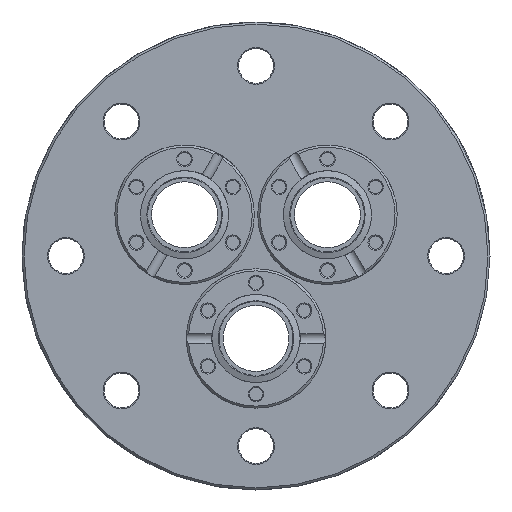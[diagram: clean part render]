
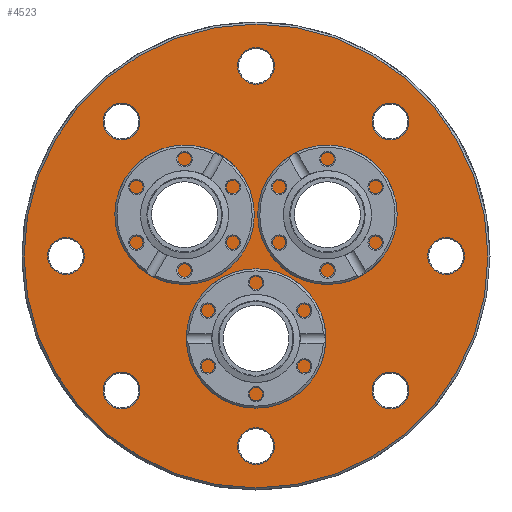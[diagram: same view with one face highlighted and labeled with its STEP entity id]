
A CAD part, front view. The second image highlights one B-rep face of the part: STEP entity #4523.
In plain terms, the highlighted planar face has unit normal (0, -1, 0).
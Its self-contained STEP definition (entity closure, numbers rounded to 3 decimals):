
#425=FACE_BOUND('',#834,.T.);
#426=FACE_BOUND('',#835,.T.);
#427=FACE_BOUND('',#836,.T.);
#428=FACE_BOUND('',#837,.T.);
#429=FACE_BOUND('',#838,.T.);
#430=FACE_BOUND('',#839,.T.);
#431=FACE_BOUND('',#840,.T.);
#432=FACE_BOUND('',#841,.T.);
#433=FACE_BOUND('',#842,.T.);
#434=FACE_BOUND('',#843,.T.);
#435=FACE_BOUND('',#844,.T.);
#480=PLANE('',#4856);
#571=FACE_OUTER_BOUND('',#833,.T.);
#833=EDGE_LOOP('',(#3076));
#834=EDGE_LOOP('',(#3077));
#835=EDGE_LOOP('',(#3078));
#836=EDGE_LOOP('',(#3079));
#837=EDGE_LOOP('',(#3080));
#838=EDGE_LOOP('',(#3081));
#839=EDGE_LOOP('',(#3082));
#840=EDGE_LOOP('',(#3083));
#841=EDGE_LOOP('',(#3084));
#842=EDGE_LOOP('',(#3085));
#843=EDGE_LOOP('',(#3086));
#844=EDGE_LOOP('',(#3087));
#1668=CIRCLE('',#4832,9.);
#1671=CIRCLE('',#4837,9.);
#1674=CIRCLE('',#4842,9.);
#1682=CIRCLE('',#4855,56.25);
#1683=CIRCLE('',#4857,4.45);
#1684=CIRCLE('',#4858,4.45);
#1685=CIRCLE('',#4859,4.45);
#1686=CIRCLE('',#4860,4.45);
#1687=CIRCLE('',#4861,4.45);
#1688=CIRCLE('',#4862,4.45);
#1689=CIRCLE('',#4863,4.45);
#1690=CIRCLE('',#4864,4.45);
#1853=VERTEX_POINT('',#6245);
#1856=VERTEX_POINT('',#6254);
#1859=VERTEX_POINT('',#6263);
#1867=VERTEX_POINT('',#6288);
#1868=VERTEX_POINT('',#6292);
#1869=VERTEX_POINT('',#6294);
#1870=VERTEX_POINT('',#6296);
#1871=VERTEX_POINT('',#6298);
#1872=VERTEX_POINT('',#6300);
#1873=VERTEX_POINT('',#6302);
#1874=VERTEX_POINT('',#6304);
#1875=VERTEX_POINT('',#6306);
#2329=EDGE_CURVE('',#1853,#1853,#1668,.T.);
#2333=EDGE_CURVE('',#1856,#1856,#1671,.T.);
#2337=EDGE_CURVE('',#1859,#1859,#1674,.T.);
#2350=EDGE_CURVE('',#1867,#1867,#1682,.T.);
#2351=EDGE_CURVE('',#1868,#1868,#1683,.T.);
#2352=EDGE_CURVE('',#1869,#1869,#1684,.T.);
#2353=EDGE_CURVE('',#1870,#1870,#1685,.T.);
#2354=EDGE_CURVE('',#1871,#1871,#1686,.T.);
#2355=EDGE_CURVE('',#1872,#1872,#1687,.T.);
#2356=EDGE_CURVE('',#1873,#1873,#1688,.T.);
#2357=EDGE_CURVE('',#1874,#1874,#1689,.T.);
#2358=EDGE_CURVE('',#1875,#1875,#1690,.T.);
#3076=ORIENTED_EDGE('',*,*,#2350,.F.);
#3077=ORIENTED_EDGE('',*,*,#2329,.T.);
#3078=ORIENTED_EDGE('',*,*,#2333,.T.);
#3079=ORIENTED_EDGE('',*,*,#2337,.T.);
#3080=ORIENTED_EDGE('',*,*,#2351,.F.);
#3081=ORIENTED_EDGE('',*,*,#2352,.F.);
#3082=ORIENTED_EDGE('',*,*,#2353,.F.);
#3083=ORIENTED_EDGE('',*,*,#2354,.F.);
#3084=ORIENTED_EDGE('',*,*,#2355,.F.);
#3085=ORIENTED_EDGE('',*,*,#2356,.F.);
#3086=ORIENTED_EDGE('',*,*,#2357,.F.);
#3087=ORIENTED_EDGE('',*,*,#2358,.F.);
#4523=ADVANCED_FACE('',(#571,#425,#426,#427,#428,#429,#430,#431,#432,#433,
#434,#435),#480,.T.);
#4832=AXIS2_PLACEMENT_3D('',#6246,#5217,#5218);
#4837=AXIS2_PLACEMENT_3D('',#6255,#5228,#5229);
#4842=AXIS2_PLACEMENT_3D('',#6264,#5239,#5240);
#4855=AXIS2_PLACEMENT_3D('',#6290,#5270,#5271);
#4856=AXIS2_PLACEMENT_3D('',#6291,#5272,#5273);
#4857=AXIS2_PLACEMENT_3D('',#6293,#5274,#5275);
#4858=AXIS2_PLACEMENT_3D('',#6295,#5276,#5277);
#4859=AXIS2_PLACEMENT_3D('',#6297,#5278,#5279);
#4860=AXIS2_PLACEMENT_3D('',#6299,#5280,#5281);
#4861=AXIS2_PLACEMENT_3D('',#6301,#5282,#5283);
#4862=AXIS2_PLACEMENT_3D('',#6303,#5284,#5285);
#4863=AXIS2_PLACEMENT_3D('',#6305,#5286,#5287);
#4864=AXIS2_PLACEMENT_3D('',#6307,#5288,#5289);
#5217=DIRECTION('center_axis',(0.,1.,0.));
#5218=DIRECTION('ref_axis',(-1.,0.,0.));
#5228=DIRECTION('center_axis',(0.,1.,0.));
#5229=DIRECTION('ref_axis',(-1.,0.,0.));
#5239=DIRECTION('center_axis',(0.,1.,0.));
#5240=DIRECTION('ref_axis',(-1.,0.,0.));
#5270=DIRECTION('center_axis',(0.,1.,0.));
#5271=DIRECTION('ref_axis',(1.,0.,0.));
#5272=DIRECTION('center_axis',(0.,-1.,0.));
#5273=DIRECTION('ref_axis',(0.,0.,-1.));
#5274=DIRECTION('center_axis',(0.,-1.,0.));
#5275=DIRECTION('ref_axis',(0.707,0.,0.707));
#5276=DIRECTION('center_axis',(0.,-1.,0.));
#5277=DIRECTION('ref_axis',(-0.707,0.,0.707));
#5278=DIRECTION('center_axis',(0.,-1.,0.));
#5279=DIRECTION('ref_axis',(-0.707,0.,-0.707));
#5280=DIRECTION('center_axis',(0.,-1.,0.));
#5281=DIRECTION('ref_axis',(0.707,0.,-0.707));
#5282=DIRECTION('center_axis',(0.,-1.,0.));
#5283=DIRECTION('ref_axis',(1.,0.,0.));
#5284=DIRECTION('center_axis',(0.,-1.,0.));
#5285=DIRECTION('ref_axis',(0.,0.,-1.));
#5286=DIRECTION('center_axis',(0.,-1.,0.));
#5287=DIRECTION('ref_axis',(-1.,0.,0.));
#5288=DIRECTION('center_axis',(0.,-1.,0.));
#5289=DIRECTION('ref_axis',(0.,0.,1.));
#6245=CARTESIAN_POINT('',(26.321,0.,10.));
#6246=CARTESIAN_POINT('Origin',(17.321,0.,10.));
#6254=CARTESIAN_POINT('',(9.,0.,-20.));
#6255=CARTESIAN_POINT('Origin',(0.,0.,-20.));
#6263=CARTESIAN_POINT('',(-8.321,0.,10.));
#6264=CARTESIAN_POINT('Origin',(-17.321,0.,10.));
#6288=CARTESIAN_POINT('',(-56.25,0.,0.));
#6290=CARTESIAN_POINT('Origin',(0.,0.,0.));
#6291=CARTESIAN_POINT('Origin',(-56.75,0.,0.));
#6292=CARTESIAN_POINT('',(29.451,0.,-35.744));
#6293=CARTESIAN_POINT('Origin',(32.598,0.,-32.598));
#6294=CARTESIAN_POINT('',(35.744,0.,29.451));
#6295=CARTESIAN_POINT('Origin',(32.598,0.,32.598));
#6296=CARTESIAN_POINT('',(-29.451,0.,35.744));
#6297=CARTESIAN_POINT('Origin',(-32.598,0.,32.598));
#6298=CARTESIAN_POINT('',(-35.744,0.,-29.451));
#6299=CARTESIAN_POINT('Origin',(-32.598,0.,-32.598));
#6300=CARTESIAN_POINT('',(-4.45,0.,-46.1));
#6301=CARTESIAN_POINT('Origin',(0.,0.,-46.1));
#6302=CARTESIAN_POINT('',(-46.1,0.,4.45));
#6303=CARTESIAN_POINT('Origin',(-46.1,0.,0.));
#6304=CARTESIAN_POINT('',(4.45,0.,46.1));
#6305=CARTESIAN_POINT('Origin',(0.,0.,46.1));
#6306=CARTESIAN_POINT('',(46.1,0.,-4.45));
#6307=CARTESIAN_POINT('Origin',(46.1,0.,0.));
